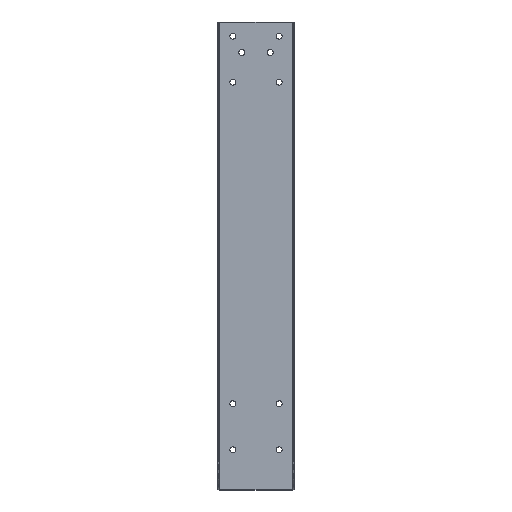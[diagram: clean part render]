
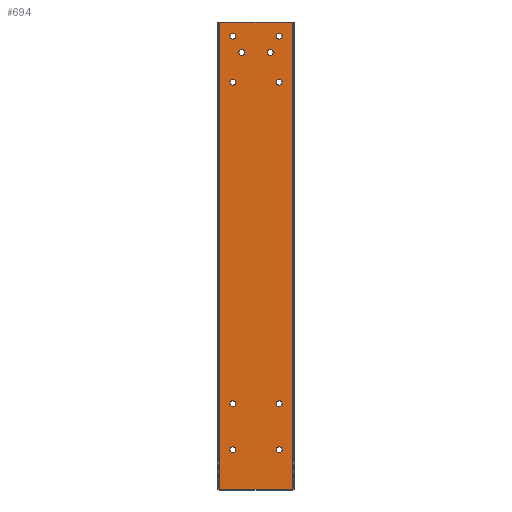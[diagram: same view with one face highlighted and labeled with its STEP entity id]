
A CAD part, top view. The second image highlights one B-rep face of the part: STEP entity #694.
In plain terms, the highlighted planar face has unit normal (0, 0, 1).
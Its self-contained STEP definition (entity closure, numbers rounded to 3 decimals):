
#33=FACE_BOUND('',#153,.T.);
#34=FACE_BOUND('',#154,.T.);
#35=FACE_BOUND('',#155,.T.);
#36=FACE_BOUND('',#156,.T.);
#37=FACE_BOUND('',#157,.T.);
#38=FACE_BOUND('',#158,.T.);
#39=FACE_BOUND('',#159,.T.);
#40=FACE_BOUND('',#160,.T.);
#41=FACE_BOUND('',#161,.T.);
#42=FACE_BOUND('',#162,.T.);
#58=PLANE('',#799);
#96=FACE_OUTER_BOUND('',#152,.T.);
#152=EDGE_LOOP('',(#621,#622,#623,#624));
#153=EDGE_LOOP('',(#625));
#154=EDGE_LOOP('',(#626));
#155=EDGE_LOOP('',(#627));
#156=EDGE_LOOP('',(#628));
#157=EDGE_LOOP('',(#629));
#158=EDGE_LOOP('',(#630));
#159=EDGE_LOOP('',(#631));
#160=EDGE_LOOP('',(#632));
#161=EDGE_LOOP('',(#633));
#162=EDGE_LOOP('',(#634));
#173=CIRCLE('',#733,1.5);
#175=CIRCLE('',#736,1.5);
#181=CIRCLE('',#747,1.5);
#183=CIRCLE('',#750,1.5);
#185=CIRCLE('',#753,1.5);
#187=CIRCLE('',#756,1.5);
#189=CIRCLE('',#759,1.5);
#191=CIRCLE('',#762,1.5);
#193=CIRCLE('',#765,1.5);
#195=CIRCLE('',#768,1.5);
#241=LINE('',#1166,#289);
#250=LINE('',#1192,#298);
#252=LINE('',#1195,#300);
#254=LINE('',#1199,#302);
#289=VECTOR('',#970,10.);
#298=VECTOR('',#1001,10.);
#300=VECTOR('',#1005,10.);
#302=VECTOR('',#1011,10.);
#319=VERTEX_POINT('',#1056);
#321=VERTEX_POINT('',#1062);
#327=VERTEX_POINT('',#1082);
#329=VERTEX_POINT('',#1088);
#331=VERTEX_POINT('',#1094);
#333=VERTEX_POINT('',#1100);
#335=VERTEX_POINT('',#1106);
#337=VERTEX_POINT('',#1112);
#339=VERTEX_POINT('',#1118);
#341=VERTEX_POINT('',#1124);
#351=VERTEX_POINT('',#1157);
#352=VERTEX_POINT('',#1161);
#357=VERTEX_POINT('',#1183);
#358=VERTEX_POINT('',#1187);
#379=EDGE_CURVE('',#319,#319,#173,.T.);
#382=EDGE_CURVE('',#321,#321,#175,.T.);
#391=EDGE_CURVE('',#327,#327,#181,.T.);
#394=EDGE_CURVE('',#329,#329,#183,.T.);
#397=EDGE_CURVE('',#331,#331,#185,.T.);
#400=EDGE_CURVE('',#333,#333,#187,.T.);
#403=EDGE_CURVE('',#335,#335,#189,.T.);
#406=EDGE_CURVE('',#337,#337,#191,.T.);
#409=EDGE_CURVE('',#339,#339,#193,.T.);
#412=EDGE_CURVE('',#341,#341,#195,.T.);
#433=EDGE_CURVE('',#351,#352,#241,.T.);
#446=EDGE_CURVE('',#357,#358,#250,.T.);
#448=EDGE_CURVE('',#357,#352,#252,.T.);
#450=EDGE_CURVE('',#351,#358,#254,.T.);
#621=ORIENTED_EDGE('',*,*,#433,.T.);
#622=ORIENTED_EDGE('',*,*,#448,.F.);
#623=ORIENTED_EDGE('',*,*,#446,.T.);
#624=ORIENTED_EDGE('',*,*,#450,.F.);
#625=ORIENTED_EDGE('',*,*,#379,.T.);
#626=ORIENTED_EDGE('',*,*,#382,.T.);
#627=ORIENTED_EDGE('',*,*,#391,.T.);
#628=ORIENTED_EDGE('',*,*,#394,.T.);
#629=ORIENTED_EDGE('',*,*,#397,.T.);
#630=ORIENTED_EDGE('',*,*,#400,.T.);
#631=ORIENTED_EDGE('',*,*,#403,.T.);
#632=ORIENTED_EDGE('',*,*,#406,.T.);
#633=ORIENTED_EDGE('',*,*,#409,.T.);
#634=ORIENTED_EDGE('',*,*,#412,.T.);
#694=ADVANCED_FACE('',(#96,#33,#34,#35,#36,#37,#38,#39,#40,#41,#42),#58,
 .T.);
#733=AXIS2_PLACEMENT_3D('',#1057,#842,#843);
#736=AXIS2_PLACEMENT_3D('',#1063,#849,#850);
#747=AXIS2_PLACEMENT_3D('',#1083,#874,#875);
#750=AXIS2_PLACEMENT_3D('',#1089,#881,#882);
#753=AXIS2_PLACEMENT_3D('',#1095,#888,#889);
#756=AXIS2_PLACEMENT_3D('',#1101,#895,#896);
#759=AXIS2_PLACEMENT_3D('',#1107,#902,#903);
#762=AXIS2_PLACEMENT_3D('',#1113,#909,#910);
#765=AXIS2_PLACEMENT_3D('',#1119,#916,#917);
#768=AXIS2_PLACEMENT_3D('',#1125,#923,#924);
#799=AXIS2_PLACEMENT_3D('',#1200,#1012,#1013);
#842=DIRECTION('center_axis',(0.,0.,-1.));
#843=DIRECTION('ref_axis',(-1.,0.,0.));
#849=DIRECTION('center_axis',(0.,0.,-1.));
#850=DIRECTION('ref_axis',(-1.,0.,0.));
#874=DIRECTION('center_axis',(0.,0.,-1.));
#875=DIRECTION('ref_axis',(-1.,0.,0.));
#881=DIRECTION('center_axis',(0.,0.,-1.));
#882=DIRECTION('ref_axis',(-1.,0.,0.));
#888=DIRECTION('center_axis',(0.,0.,-1.));
#889=DIRECTION('ref_axis',(-1.,0.,0.));
#895=DIRECTION('center_axis',(0.,0.,-1.));
#896=DIRECTION('ref_axis',(-1.,0.,0.));
#902=DIRECTION('center_axis',(0.,0.,-1.));
#903=DIRECTION('ref_axis',(-1.,0.,0.));
#909=DIRECTION('center_axis',(0.,0.,-1.));
#910=DIRECTION('ref_axis',(-1.,0.,0.));
#916=DIRECTION('center_axis',(0.,0.,-1.));
#917=DIRECTION('ref_axis',(-1.,0.,0.));
#923=DIRECTION('center_axis',(0.,0.,-1.));
#924=DIRECTION('ref_axis',(-1.,0.,0.));
#970=DIRECTION('',(0.,-1.,0.));
#1001=DIRECTION('',(0.,1.,0.));
#1005=DIRECTION('',(-1.,0.,0.));
#1011=DIRECTION('',(1.,0.,0.));
#1012=DIRECTION('center_axis',(0.,0.,1.));
#1013=DIRECTION('ref_axis',(1.,0.,0.));
#1056=CARTESIAN_POINT('',(-10.429,218.316,0.));
#1057=CARTESIAN_POINT('Origin',(-11.929,218.316,0.));
#1062=CARTESIAN_POINT('',(-24.571,218.316,0.));
#1063=CARTESIAN_POINT('Origin',(-26.071,218.316,0.));
#1082=CARTESIAN_POINT('',(-29.,226.5,0.));
#1083=CARTESIAN_POINT('Origin',(-30.5,226.5,0.));
#1088=CARTESIAN_POINT('',(-29.,203.5,0.));
#1089=CARTESIAN_POINT('Origin',(-30.5,203.5,0.));
#1094=CARTESIAN_POINT('',(-6.,203.5,0.));
#1095=CARTESIAN_POINT('Origin',(-7.5,203.5,0.));
#1100=CARTESIAN_POINT('',(-6.,226.5,0.));
#1101=CARTESIAN_POINT('Origin',(-7.5,226.5,0.));
#1106=CARTESIAN_POINT('',(-29.,43.,0.));
#1107=CARTESIAN_POINT('Origin',(-30.5,43.,0.));
#1112=CARTESIAN_POINT('',(-6.,20.,0.));
#1113=CARTESIAN_POINT('Origin',(-7.5,20.,0.));
#1118=CARTESIAN_POINT('',(-6.,43.,0.));
#1119=CARTESIAN_POINT('Origin',(-7.5,43.,0.));
#1124=CARTESIAN_POINT('',(-29.,20.,0.));
#1125=CARTESIAN_POINT('Origin',(-30.5,20.,0.));
#1157=CARTESIAN_POINT('',(-37.,233.5,0.));
#1161=CARTESIAN_POINT('',(-37.,0.,0.));
#1166=CARTESIAN_POINT('',(-37.,58.375,0.));
#1183=CARTESIAN_POINT('',(-1.,0.,0.));
#1187=CARTESIAN_POINT('',(-1.,233.5,0.));
#1192=CARTESIAN_POINT('',(-1.,175.125,0.));
#1195=CARTESIAN_POINT('',(0.,0.,0.));
#1199=CARTESIAN_POINT('',(-38.,233.5,0.));
#1200=CARTESIAN_POINT('Origin',(-19.,116.75,0.));
